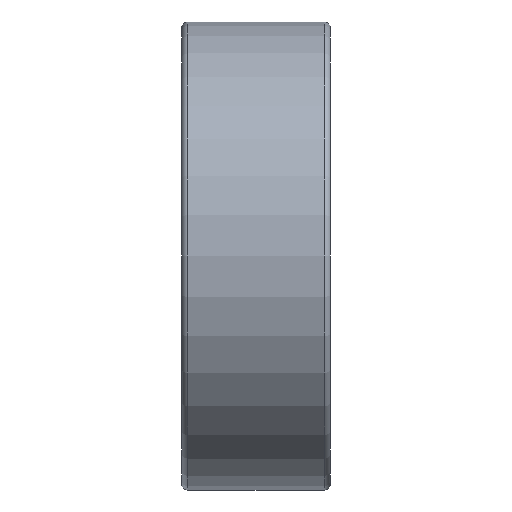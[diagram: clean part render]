
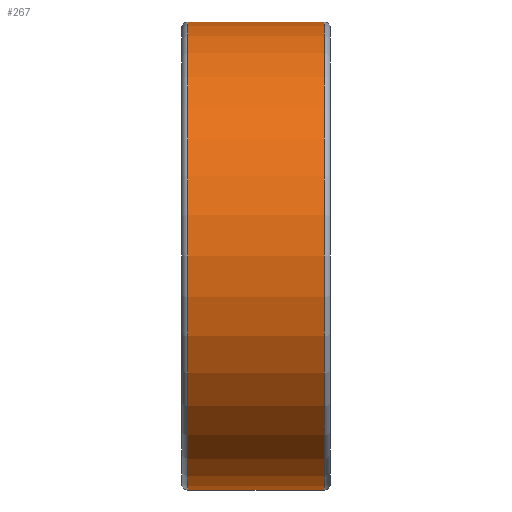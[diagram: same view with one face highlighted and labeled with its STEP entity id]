
A CAD part, left-side view. The second image highlights one B-rep face of the part: STEP entity #267.
In plain terms, the highlighted cylindrical face has radius 11 mm (diameter 22 mm), a partial arc.
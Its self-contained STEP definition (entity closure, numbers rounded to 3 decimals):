
#267=ADVANCED_FACE('',(#577),#578,.T.);
#577=FACE_OUTER_BOUND('',#968,.T.);
#578=CYLINDRICAL_SURFACE('',#969,11.0);
#968=EDGE_LOOP('',(#1576,#1577,#1578,#1579));
#969=AXIS2_PLACEMENT_3D('',#1580,#1581,#1582);
#1576=ORIENTED_EDGE('',*,*,#2332,.T.);
#1577=ORIENTED_EDGE('',*,*,#2335,.F.);
#1578=ORIENTED_EDGE('',*,*,#2333,.T.);
#1579=ORIENTED_EDGE('',*,*,#2336,.T.);
#1580=CARTESIAN_POINT('',(0.,-3.5,0.0));
#1581=DIRECTION('',(0.,1.0,0.));
#1582=DIRECTION('',(0.,0.,1.0));
#2332=EDGE_CURVE('',#2819,#2809,#2827,.T.);
#2333=EDGE_CURVE('',#2812,#2823,#2828,.T.);
#2335=EDGE_CURVE('',#2812,#2809,#2830,.T.);
#2336=EDGE_CURVE('',#2823,#2819,#2831,.T.);
#2809=VERTEX_POINT('',#3378);
#2812=VERTEX_POINT('',#3381);
#2819=VERTEX_POINT('',#3388);
#2823=VERTEX_POINT('',#3392);
#2827=LINE('',#3396,#3397);
#2828=LINE('',#3398,#3399);
#2830=CIRCLE('',#3401,11.0);
#2831=CIRCLE('',#3402,11.0);
#3378=CARTESIAN_POINT('',(0.,-0.3,11.0));
#3381=CARTESIAN_POINT('',(0.,-0.3,-11.0));
#3388=CARTESIAN_POINT('',(0.,-6.7,11.0));
#3392=CARTESIAN_POINT('',(0.,-6.7,-11.0));
#3396=CARTESIAN_POINT('',(0.,-3.5,11.0));
#3397=VECTOR('',#4018,1.0);
#3398=CARTESIAN_POINT('',(0.,-3.5,-11.0));
#3399=VECTOR('',#4019,1.0);
#3401=AXIS2_PLACEMENT_3D('',#4020,#4021,#4022);
#3402=AXIS2_PLACEMENT_3D('',#4023,#4024,#4025);
#4018=DIRECTION('',(0.,1.0,0.0));
#4019=DIRECTION('',(0.,-1.0,-0.0));
#4020=CARTESIAN_POINT('',(0.,-0.3,0.0));
#4021=DIRECTION('',(0.,1.0,0.));
#4022=DIRECTION('',(0.,0.,1.0));
#4023=CARTESIAN_POINT('',(0.,-6.7,0.0));
#4024=DIRECTION('',(0.,1.0,0.));
#4025=DIRECTION('',(0.,0.,1.0));
